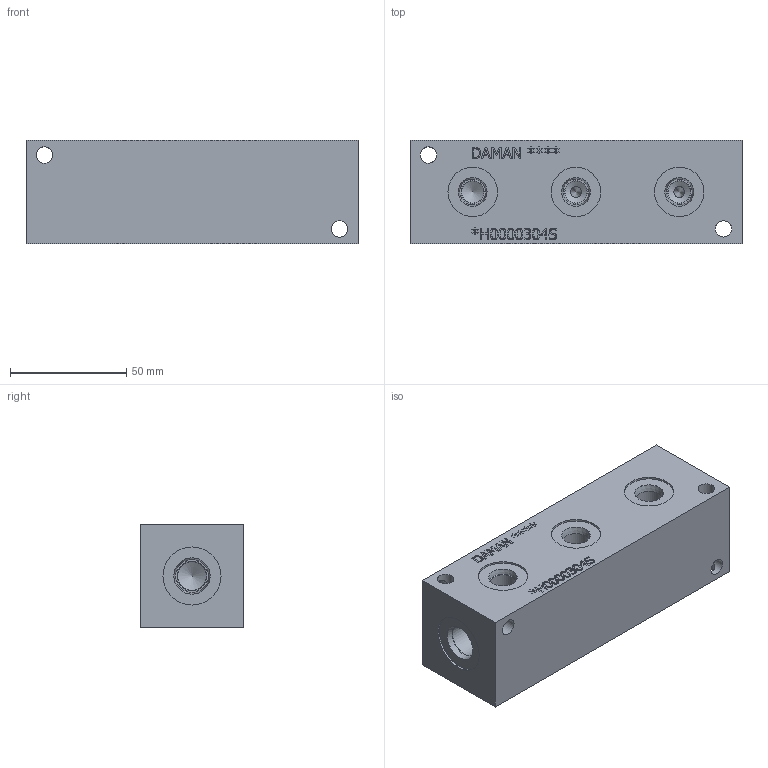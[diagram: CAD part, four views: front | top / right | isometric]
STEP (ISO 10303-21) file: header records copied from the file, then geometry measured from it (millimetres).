
FILE_DESCRIPTION(/* description */ (''),/* implementation_level */ '2;1');
FILE_NAME(/* name */ '_H0000304S.stp',/* time_stamp */ '2022-06-01T10:23:38-04:00',/* author */ ('bobbyh'),/* organization */ (''),/* preprocessor_version */ 'ST-DEVELOPER v18',/* originating_system */ 'Autodesk Inventor 2020',/* authorisation */ '');
FILE_SCHEMA (('AUTOMOTIVE_DESIGN { 1 0 10303 214 3 1 1 }'));
Length unit declared in the file: millimetre
Products named in the file (1): Part_+H0000304S_3D
Bounding box: 142.88 x 44.45 x 44.45 mm (x, y, z)
Volume: 263058.9 mm3; surface area: 36352.2 mm2
Topology: 1 solids, 1 shells, 378 faces, 1026 edges, 684 vertices
Faces by surface type: plane 223, bspline 103, cylinder 32, cone 20
Full cylindrical faces by diameter (mm): 7.137 x8, 9.525 x3, 9.881 x3, 11.125 x3, 12.294 x2, 12.395 x2, 12.9 x1, 12.903 x1, 14.275 x2, 14.529 x2, 21.285 x3, 25.019 x2
Entity records: 12723 total; most frequent: CARTESIAN_POINT 3423, ORIENTED_EDGE 2042, DIRECTION 1478, EDGE_CURVE 1021, LINE 704, VECTOR 704, VERTEX_POINT 684, EDGE_LOOP 429
